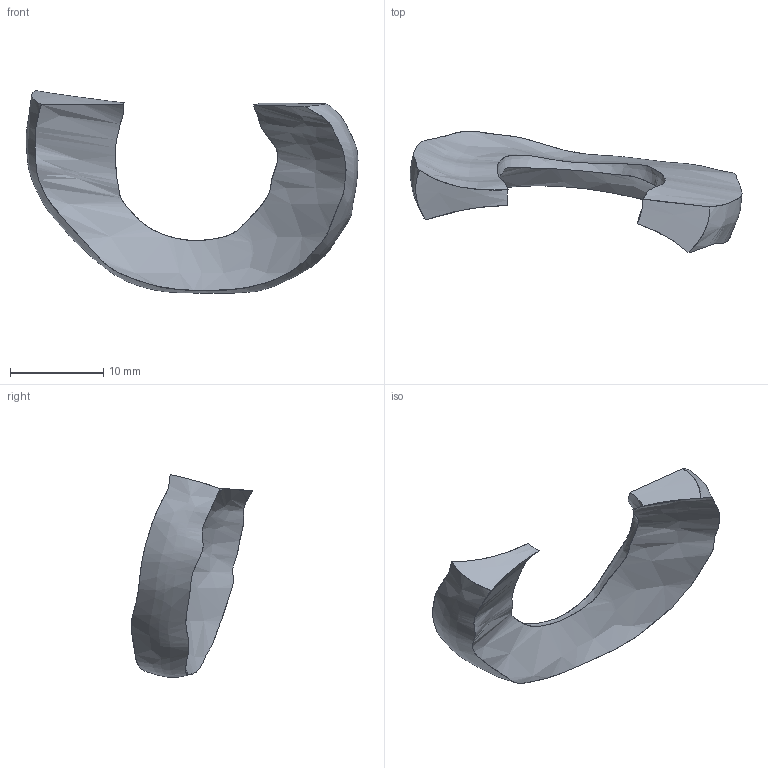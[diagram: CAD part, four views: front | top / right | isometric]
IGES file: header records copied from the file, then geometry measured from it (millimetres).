
Global section: file name: 36Hmed_meniscus.igs; native system: Rhinoceros ( Feb 22 2008 ); preprocessor: Trout Lake IGES 012 Feb 22 2008; date: 100223.235605; units: millimetre
Bounding box: 35.6 x 13.07 x 21.75 mm (x, y, z)
Surface area: 1245.3 mm2 (no closed solid volume)
Topology: 0 solids, 0 shells, 6 faces, 255 edges, 255 vertices
Faces by surface type: bspline 6
